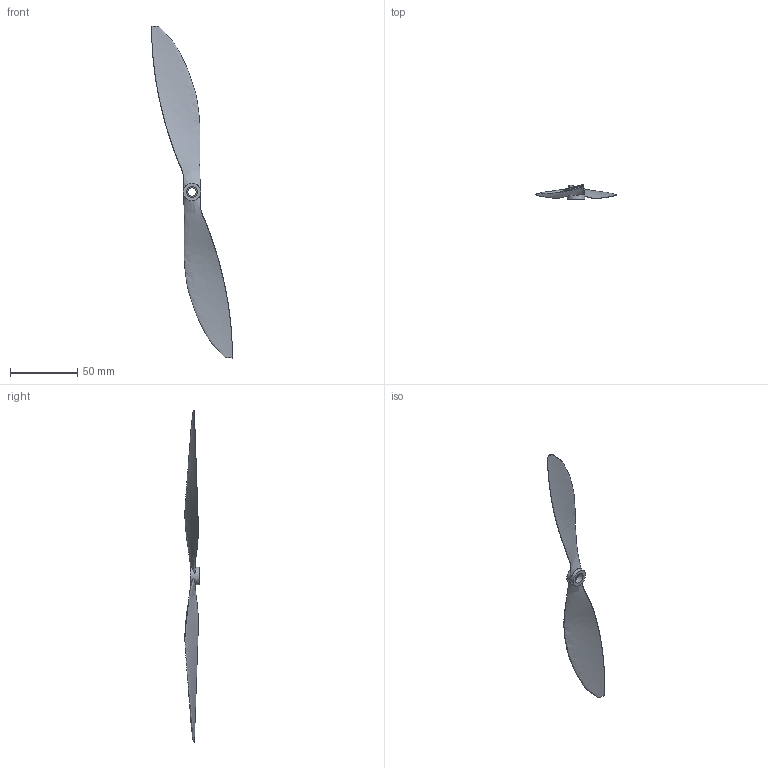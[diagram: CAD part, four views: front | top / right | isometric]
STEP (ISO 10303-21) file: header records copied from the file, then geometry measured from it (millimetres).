
FILE_DESCRIPTION(/* description */ (''),/* implementation_level */ '2;1');
FILE_NAME(/* name */ 'propeller.stp',/* time_stamp */ '2015-05-12T06:50:22-07:00',/* author */ ('Admin'),/* organization */ (''),/* preprocessor_version */ 'ST-DEVELOPER v16.1',/* originating_system */ 'Autodesk Inventor 2016',/* authorisation */ '');
FILE_SCHEMA (('AUTOMOTIVE_DESIGN { 1 0 10303 214 3 1 1 }'));
Length unit declared in the file: millimetre
Products named in the file (1): propeller
Bounding box: 60 x 10.48 x 246.4 mm (x, y, z)
Volume: 6565.1 mm3; surface area: 10906.3 mm2
Topology: 1 solids, 1 shells, 12 faces, 22 edges, 15 vertices
Faces by surface type: plane 6, cylinder 4, bspline 2
Full cylindrical faces by diameter (mm): 6.3 x1, 8 x1, 10.15 x1, 13 x1
Entity records: 3185 total; most frequent: CARTESIAN_POINT 2945, DIRECTION 38, ORIENTED_EDGE 28, EDGE_LOOP 22, AXIS2_PLACEMENT_3D 19, EDGE_CURVE 14, STYLED_ITEM 13, FACE_OUTER_BOUND 12
